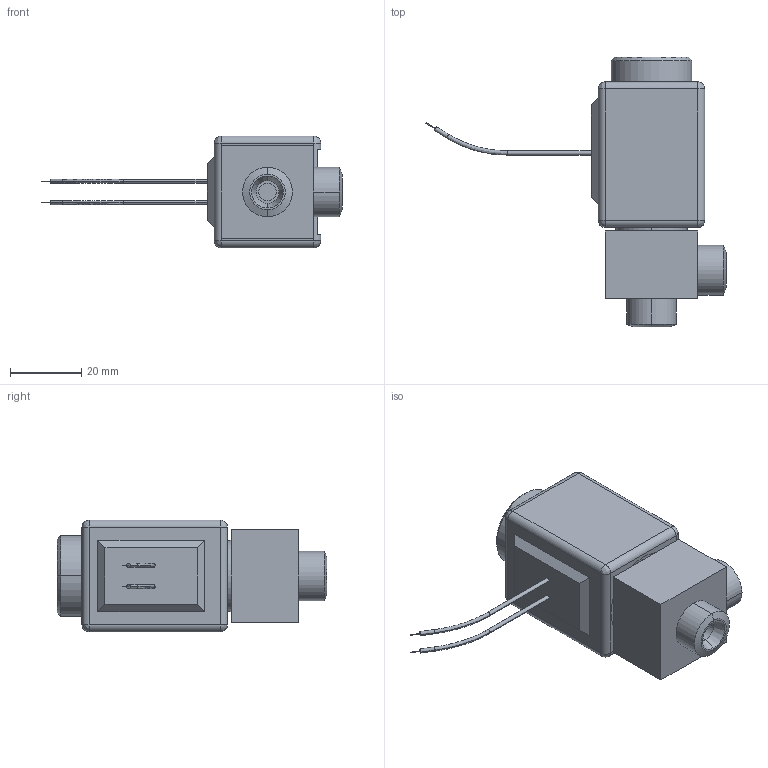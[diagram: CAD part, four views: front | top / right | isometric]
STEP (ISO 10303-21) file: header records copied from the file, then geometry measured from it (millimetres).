
FILE_DESCRIPTION (( 'STEP AP214' ), '1' );
FILE_NAME ('PFH13231.step', '2017-07-10T11:37:37', ( 'install' ), ( '' ), 'SwSTEP 2.0', 'SolidWorks 2015', '' );
FILE_SCHEMA (( 'AUTOMOTIVE_DESIGN' ));
Length unit declared in the file: millimetre
Products named in the file (1): PFH13231
Bounding box: 84.52 x 76 x 31.5 mm (x, y, z)
Volume: 53288.3 mm3; surface area: 14172.8 mm2
Topology: 1 solids, 4 shells, 147 faces, 326 edges, 196 vertices
Faces by surface type: cylinder 56, plane 51, bspline 18, cone 14, torus 8
Entity records: 4306 total; most frequent: CARTESIAN_POINT 1008, DIRECTION 736, ORIENTED_EDGE 636, EDGE_CURVE 318, AXIS2_PLACEMENT_3D 296, VERTEX_POINT 196, EDGE_LOOP 170, CIRCLE 166
